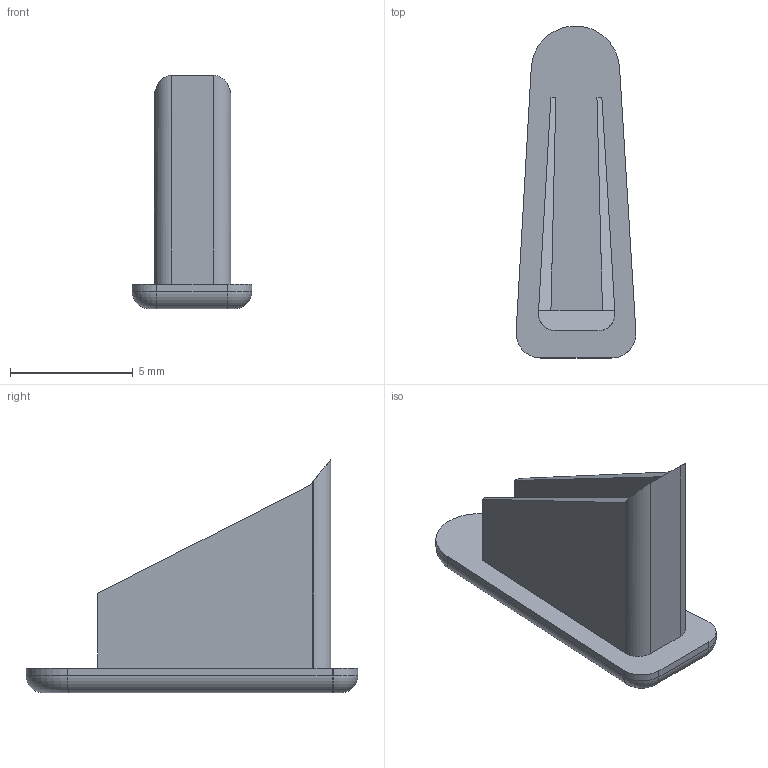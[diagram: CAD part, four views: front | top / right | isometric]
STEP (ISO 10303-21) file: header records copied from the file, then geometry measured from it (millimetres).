
FILE_DESCRIPTION (( 'STEP AP214' ), '1' );
FILE_NAME ('BBUL-EC-1.step', '2015-08-06T19:17:55', ( '' ), ( '' ), 'SwSTEP 2.0', 'SolidWorks 2014', '' );
FILE_SCHEMA (( 'AUTOMOTIVE_DESIGN' ));
Length unit declared in the file: millimetre
Products named in the file (1): BBUL-EC-1
Bounding box: 4.88 x 13.51 x 9.5 mm (x, y, z)
Volume: 103.9 mm3; surface area: 369.3 mm2
Topology: 1 solids, 1 shells, 31 faces, 77 edges, 49 vertices
Faces by surface type: plane 16, cylinder 10, torus 5
Entity records: 954 total; most frequent: CARTESIAN_POINT 167, DIRECTION 163, ORIENTED_EDGE 154, EDGE_CURVE 77, AXIS2_PLACEMENT_3D 57, VECTOR 49, VERTEX_POINT 49, LINE 49
